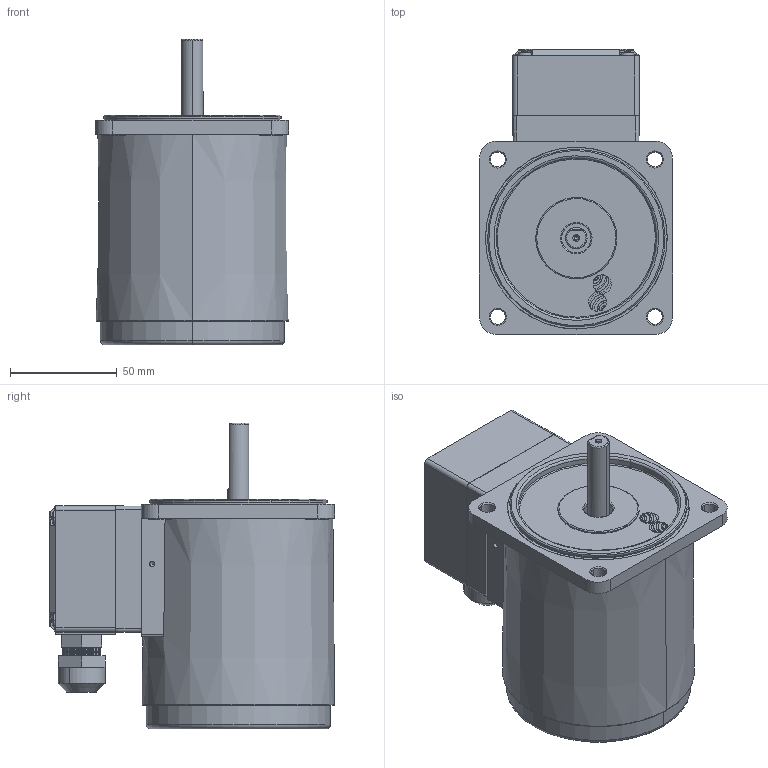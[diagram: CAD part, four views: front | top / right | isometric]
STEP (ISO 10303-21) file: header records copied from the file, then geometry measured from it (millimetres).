
FILE_DESCRIPTION (( 'STEP AP203' ), '1' );
FILE_NAME ('5IK40A-¡¼Ts-5C070¡¼4000Z0.STEP', '2017-10-16T10:17:07', ( '' ), ( '' ), 'SwSTEP 2.0', 'SolidWorks 2010', '' );
FILE_SCHEMA (( 'CONFIG_CONTROL_DESIGN' ));
Length unit declared in the file: millimetre
Products named in the file (10): M540Ts; 40A; 出線頭 Ver.2; 圓頭十字螺絲 M3 x 40 --40N_JIS B 1111 Binding head screw M3 x 40 --40N; 5IK40A-〖Ts-5C070〖4000Z0; 上蓋 C583-30; 成品180度; Ts下蓋; Ts下墊片; Ts上蓋
Assembly tree (12 placements, depth 3):
  5IK40A-〖Ts-5C070〖4000Z0
    40A
    成品180度
      圓頭十字螺絲 M3 x 40 --40N_JIS B 1111 Binding head screw M3 x 40 --40N  x4
      Ts下蓋
      Ts上蓋
      Ts下墊片
      出線頭 Ver.2
    M540Ts
    上蓋 C583-30
Bounding box: 90.3 x 133.3 x 143 mm (x, y, z)
Volume: 308732.4 mm3; surface area: 125700.7 mm2
Topology: 11 solids, 11 shells, 2539 faces, 6642 edges, 4160 vertices
Faces by surface type: cone 1350, cylinder 930, plane 210, torus 41, sphere 8
Entity records: 33080 total; most frequent: DIRECTION 6175, CARTESIAN_POINT 5743, ORIENTED_EDGE 5244, EDGE_CURVE 2622, AXIS2_PLACEMENT_3D 2554, VERTEX_POINT 1655, CIRCLE 1511, EDGE_LOOP 1111
